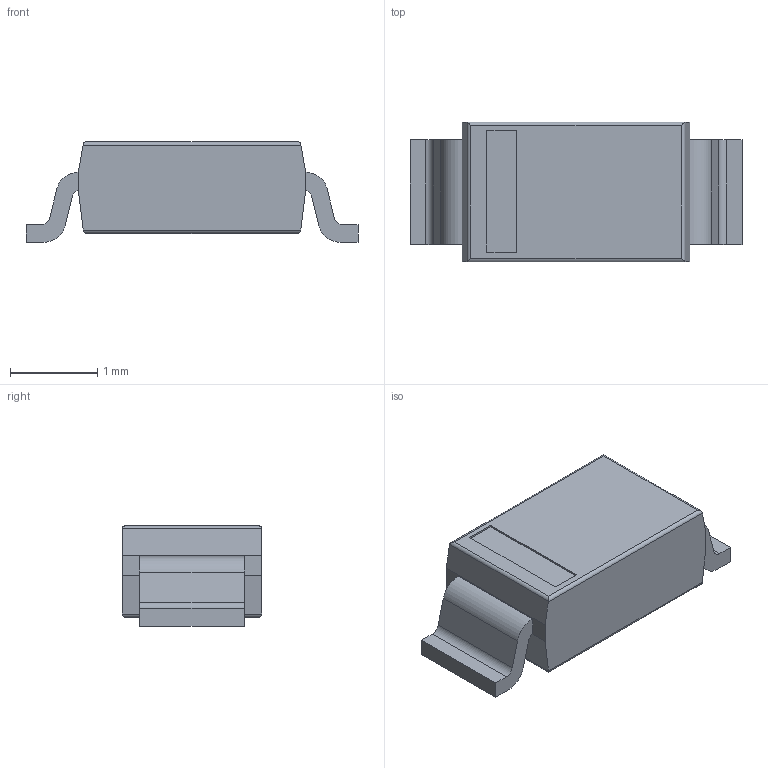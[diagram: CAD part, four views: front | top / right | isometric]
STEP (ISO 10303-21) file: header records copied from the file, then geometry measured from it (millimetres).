
FILE_DESCRIPTION(('for SolidWorks'),'2;1');
FILE_NAME('SOD-123.step', '2016-07-31T22:19:20',('Alex'),(''),'Open CASCADE STEP processor 6.6', 'DipTrace','Unknown');
FILE_SCHEMA(('AUTOMOTIVE_DESIGN { 1 0 10303 214 1 1 1 1 }'));
Length unit declared in the file: millimetre
Products named in the file (1): SOD-123
Bounding box: 3.8 x 1.6 x 1.15 mm (x, y, z)
Volume: 4.7 mm3; surface area: 22 mm2
Topology: 1 solids, 1 shells, 47 faces, 126 edges, 84 vertices
Faces by surface type: plane 31, cylinder 12, bspline 4
Entity records: 2646 total; most frequent: CARTESIAN_POINT 1146, ORIENTED_EDGE 252, DIRECTION 222, EDGE_CURVE 126, LINE 86, VECTOR 86, VERTEX_POINT 84, AXIS2_PLACEMENT_3D 68
